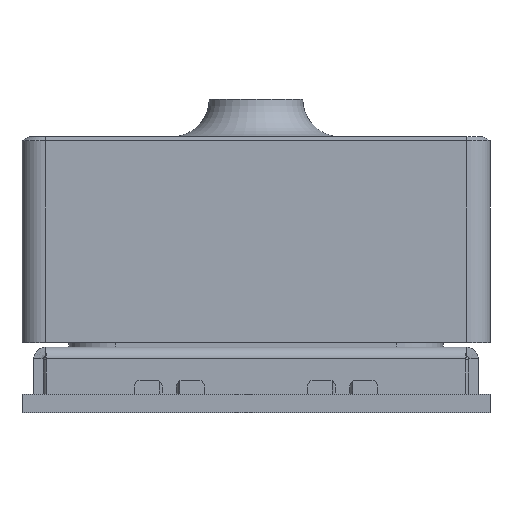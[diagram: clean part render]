
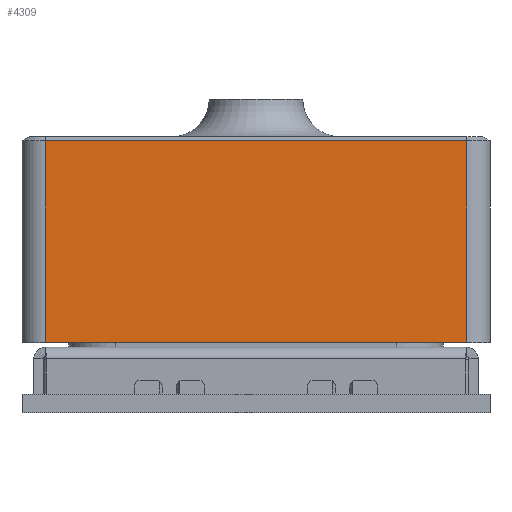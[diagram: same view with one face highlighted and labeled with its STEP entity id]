
A CAD part, front view. The second image highlights one B-rep face of the part: STEP entity #4309.
In plain terms, the highlighted face is planar.
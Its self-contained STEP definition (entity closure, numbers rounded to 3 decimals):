
#453=ORIENTED_EDGE('',*,*,#1634,.T.);
#454=ORIENTED_EDGE('',*,*,#1627,.T.);
#455=ORIENTED_EDGE('',*,*,#1642,.T.);
#456=ORIENTED_EDGE('',*,*,#1647,.T.);
#1627=EDGE_CURVE('',#2238,#2240,#2632,.T.);
#1634=EDGE_CURVE('',#2244,#2238,#2637,.T.);
#1642=EDGE_CURVE('',#2240,#2249,#2642,.T.);
#1647=EDGE_CURVE('',#2249,#2244,#2646,.T.);
#2238=VERTEX_POINT('',#6396);
#2240=VERTEX_POINT('',#6404);
#2244=VERTEX_POINT('',#6420);
#2249=VERTEX_POINT('',#6436);
#2632=LINE('',#6405,#3104);
#2637=LINE('',#6419,#3109);
#2642=LINE('',#6435,#3114);
#2646=LINE('',#6445,#3118);
#3104=VECTOR('',#5147,1000.);
#3109=VECTOR('',#5164,1000.);
#3114=VECTOR('',#5181,1000.);
#3118=VECTOR('',#5193,1000.);
#3569=EDGE_LOOP('',(#453,#454,#455,#456));
#3861=FACE_BOUND('',#3569,.T.);
#4126=PLANE('',#4668);
#4309=ADVANCED_FACE('',(#3861),#4126,.F.);
#4668=AXIS2_PLACEMENT_3D('',#6444,#5191,#5192);
#5147=DIRECTION('',(1.,0.,0.));
#5164=DIRECTION('',(0.,1.,0.));
#5181=DIRECTION('',(0.,-1.,0.));
#5191=DIRECTION('',(0.,0.,1.));
#5192=DIRECTION('',(1.,0.,0.));
#5193=DIRECTION('',(-1.,0.,0.));
#6396=CARTESIAN_POINT('',(-4.5,4.313,-5.));
#6404=CARTESIAN_POINT('',(4.5,4.313,-5.));
#6405=CARTESIAN_POINT('',(4.5,4.313,-5.));
#6419=CARTESIAN_POINT('',(-4.5,4.,-5.));
#6420=CARTESIAN_POINT('',(-4.5,0.,-5.));
#6435=CARTESIAN_POINT('',(4.5,4.,-5.));
#6436=CARTESIAN_POINT('',(4.5,0.,-5.));
#6444=CARTESIAN_POINT('',(-5.,4.,-5.));
#6445=CARTESIAN_POINT('',(-5.,0.,-5.));
